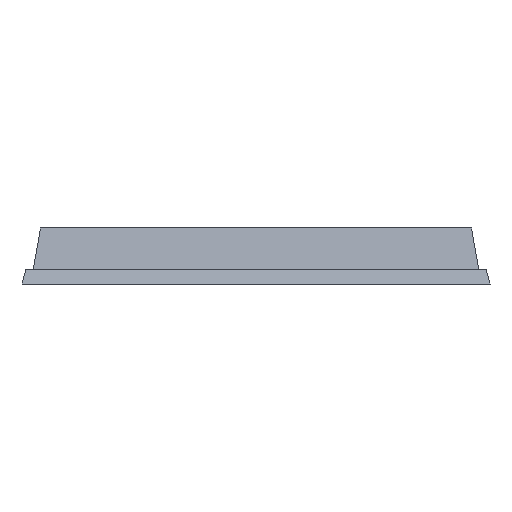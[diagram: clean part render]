
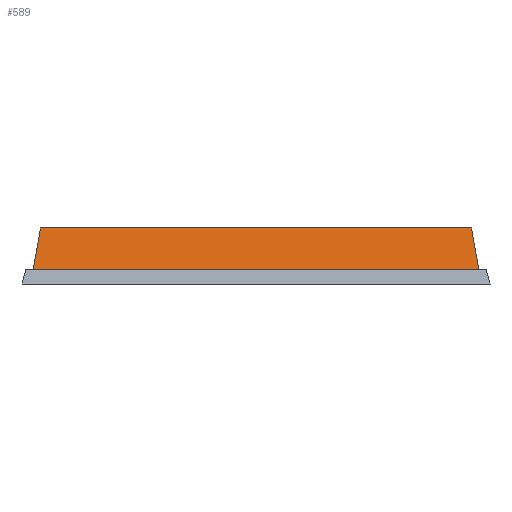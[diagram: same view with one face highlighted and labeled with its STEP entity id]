
A CAD part, left-side view. The second image highlights one B-rep face of the part: STEP entity #589.
In plain terms, the highlighted planar face has unit normal (-0.985, 0, 0.174).
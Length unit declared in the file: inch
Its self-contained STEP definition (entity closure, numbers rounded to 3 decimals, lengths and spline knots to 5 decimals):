
#7 = ORIENTED_EDGE ( 'NONE', *, *, #820, .T. ) ;
#19 = CARTESIAN_POINT ( 'NONE',  ( -5.488, -1.9885, 0.129 ) ) ;
#52 = VECTOR ( 'NONE', #222, 39.37008 ) ;
#169 = DIRECTION ( 'NONE',  ( 0.174, 0., 0.985 ) ) ;
#221 = DIRECTION ( 'NONE',  ( 0.171, -0.171, 0.97 ) ) ;
#222 = DIRECTION ( 'NONE',  ( 0., -1., 0. ) ) ;
#236 = EDGE_CURVE ( 'NONE', #295, #836, #1167, .T. ) ;
#295 = VERTEX_POINT ( 'NONE', #1439 ) ;
#337 = EDGE_CURVE ( 'NONE', #1217, #1209, #1101, .T. ) ;
#399 = PLANE ( 'NONE',  #1340 ) ;
#560 = CARTESIAN_POINT ( 'NONE',  ( -5.488, 9.85304, 0.129 ) ) ;
#571 = DIRECTION ( 'NONE',  ( 0.171, 0.171, 0.97 ) ) ;
#586 = CARTESIAN_POINT ( 'NONE',  ( -5.488, 1.9885, 0.129 ) ) ;
#587 = CARTESIAN_POINT ( 'NONE',  ( -5.488, -1.9885, 0.129 ) ) ;
#589 = ADVANCED_FACE ( 'NONE', ( #695 ), #399, .T. ) ;
#638 = ORIENTED_EDGE ( 'NONE', *, *, #762, .F. ) ;
#677 = EDGE_LOOP ( 'NONE', ( #955, #7, #1180, #638 ) ) ;
#688 = VECTOR ( 'NONE', #830, 39.37008 ) ;
#695 = FACE_OUTER_BOUND ( 'NONE', #677, .T. ) ;
#762 = EDGE_CURVE ( 'NONE', #1217, #836, #1415, .T. ) ;
#773 = CARTESIAN_POINT ( 'NONE',  ( -5.488, 1.9885, 0.129 ) ) ;
#820 = EDGE_CURVE ( 'NONE', #1209, #295, #926, .T. ) ;
#828 = CARTESIAN_POINT ( 'NONE',  ( -5.42258, 9.85304, 0.5 ) ) ;
#830 = DIRECTION ( 'NONE',  ( 0., 1., 0. ) ) ;
#836 = VERTEX_POINT ( 'NONE', #1262 ) ;
#926 = LINE ( 'NONE', #587, #1362 ) ;
#946 = VECTOR ( 'NONE', #221, 39.37008 ) ;
#955 = ORIENTED_EDGE ( 'NONE', *, *, #337, .T. ) ;
#1052 = CARTESIAN_POINT ( 'NONE',  ( -5.42258, 0., 0.5 ) ) ;
#1101 = LINE ( 'NONE', #560, #52 ) ;
#1165 = DIRECTION ( 'NONE',  ( -0.985, 0., 0.174 ) ) ;
#1167 = LINE ( 'NONE', #1052, #688 ) ;
#1180 = ORIENTED_EDGE ( 'NONE', *, *, #236, .T. ) ;
#1209 = VERTEX_POINT ( 'NONE', #19 ) ;
#1217 = VERTEX_POINT ( 'NONE', #586 ) ;
#1262 = CARTESIAN_POINT ( 'NONE',  ( -5.42258, 1.92308, 0.5 ) ) ;
#1340 = AXIS2_PLACEMENT_3D ( 'NONE', #828, #1165, #169 ) ;
#1362 = VECTOR ( 'NONE', #571, 39.37008 ) ;
#1415 = LINE ( 'NONE', #773, #946 ) ;
#1439 = CARTESIAN_POINT ( 'NONE',  ( -5.42258, -1.92308, 0.5 ) ) ;
